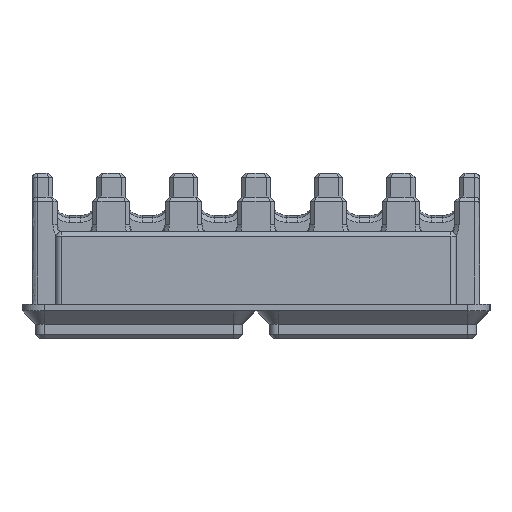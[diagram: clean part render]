
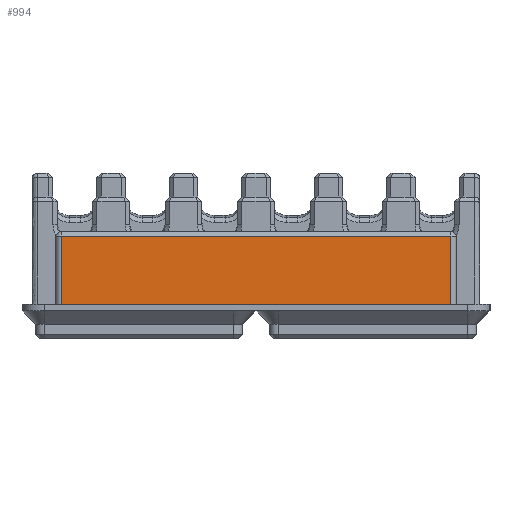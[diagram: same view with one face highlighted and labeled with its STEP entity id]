
A CAD part, front view. The second image highlights one B-rep face of the part: STEP entity #994.
In plain terms, the highlighted free-form (B-spline) face has degree [1, 1] with [2, 2] control points.
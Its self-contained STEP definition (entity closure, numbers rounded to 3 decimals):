
#669 = VERTEX_POINT('',#670);
#670 = CARTESIAN_POINT('',(459.258,13.122,
    30.657));
#678 = VERTEX_POINT('',#679);
#679 = CARTESIAN_POINT('',(459.258,13.122,
    11.034));
#685 = EDGE_CURVE('',#678,#669,#686,.T.);
#686 = B_SPLINE_CURVE_WITH_KNOTS('',1,(#687,#688),.UNSPECIFIED.,.F.,.F.,
  (2,2),(-5.45,11.),.PIECEWISE_BEZIER_KNOTS.);
#687 = CARTESIAN_POINT('',(459.258,13.122,
    11.034));
#688 = CARTESIAN_POINT('',(459.258,13.122,
    30.657));
#750 = VERTEX_POINT('',#751);
#751 = CARTESIAN_POINT('',(504.588,13.122,
    11.034));
#756 = EDGE_CURVE('',#750,#757,#759,.T.);
#757 = VERTEX_POINT('',#758);
#758 = CARTESIAN_POINT('',(501.009,13.122,
    14.613));
#759 = B_SPLINE_CURVE_WITH_KNOTS('',1,(#760,#761),.UNSPECIFIED.,.F.,.F.,
  (2,2),(-20.824,-16.582),.PIECEWISE_BEZIER_KNOTS.);
#760 = CARTESIAN_POINT('',(504.588,13.122,
    11.034));
#761 = CARTESIAN_POINT('',(501.009,13.122,
    14.613));
#791 = VERTEX_POINT('',#792);
#792 = CARTESIAN_POINT('',(497.43,13.122,
    11.034));
#797 = EDGE_CURVE('',#678,#791,#798,.T.);
#798 = B_SPLINE_CURVE_WITH_KNOTS('',1,(#799,#800),.UNSPECIFIED.,.F.,.F.,
  (2,2),(-14.5,17.5),.PIECEWISE_BEZIER_KNOTS.);
#799 = CARTESIAN_POINT('',(459.258,13.122,
    11.034));
#800 = CARTESIAN_POINT('',(497.43,13.122,
    11.034));
#814 = EDGE_CURVE('',#757,#791,#815,.T.);
#815 = B_SPLINE_CURVE_WITH_KNOTS('',1,(#816,#817),.UNSPECIFIED.,.F.,.F.,
  (2,2),(-18.279,-14.036),.PIECEWISE_BEZIER_KNOTS.);
#816 = CARTESIAN_POINT('',(501.009,13.122,
    14.613));
#817 = CARTESIAN_POINT('',(497.43,13.122,
    11.034));
#901 = EDGE_CURVE('',#669,#902,#904,.T.);
#902 = VERTEX_POINT('',#903);
#903 = CARTESIAN_POINT('',(542.76,13.122,30.657
    ));
#904 = B_SPLINE_CURVE_WITH_KNOTS('',1,(#905,#906),.UNSPECIFIED.,.F.,.F.,
  (2,2),(-16.5,53.5),.PIECEWISE_BEZIER_KNOTS.);
#905 = CARTESIAN_POINT('',(459.258,13.122,
    30.657));
#906 = CARTESIAN_POINT('',(542.76,13.122,30.657
    ));
#994 = ADVANCED_FACE('',(#995),#1014,.T.);
#995 = FACE_BOUND('',#996,.T.);
#996 = EDGE_LOOP('',(#997,#1004,#1009,#1010,#1011,#1012,#1013));
#997 = ORIENTED_EDGE('',*,*,#998,.T.);
#998 = EDGE_CURVE('',#750,#999,#1001,.T.);
#999 = VERTEX_POINT('',#1000);
#1000 = CARTESIAN_POINT('',(542.76,13.122,
    11.034));
#1001 = B_SPLINE_CURVE_WITH_KNOTS('',1,(#1002,#1003),.UNSPECIFIED.,.F.,
  .F.,(2,2),(21.5,53.5),.PIECEWISE_BEZIER_KNOTS.);
#1002 = CARTESIAN_POINT('',(504.588,13.122,
    11.034));
#1003 = CARTESIAN_POINT('',(542.76,13.122,
    11.034));
#1004 = ORIENTED_EDGE('',*,*,#1005,.F.);
#1005 = EDGE_CURVE('',#902,#999,#1006,.T.);
#1006 = B_SPLINE_CURVE_WITH_KNOTS('',1,(#1007,#1008),.UNSPECIFIED.,.F.,
  .F.,(2,2),(-11.,5.45),.PIECEWISE_BEZIER_KNOTS.);
#1007 = CARTESIAN_POINT('',(542.76,13.122,
    30.657));
#1008 = CARTESIAN_POINT('',(542.76,13.122,
    11.034));
#1009 = ORIENTED_EDGE('',*,*,#901,.F.);
#1010 = ORIENTED_EDGE('',*,*,#685,.F.);
#1011 = ORIENTED_EDGE('',*,*,#797,.T.);
#1012 = ORIENTED_EDGE('',*,*,#814,.F.);
#1013 = ORIENTED_EDGE('',*,*,#756,.F.);
#1014 = B_SPLINE_SURFACE_WITH_KNOTS('',1,1,(
    (#1015,#1016)
    ,(#1017,#1018
    )),.UNSPECIFIED.,.F.,.F.,.F.,(2,2),(2,2),(4.,
    74.),(-2.2,14.25),.PIECEWISE_BEZIER_KNOTS.);
#1015 = CARTESIAN_POINT('',(459.258,13.122,
    11.034));
#1016 = CARTESIAN_POINT('',(459.258,13.122,
    30.657));
#1017 = CARTESIAN_POINT('',(542.76,13.122,
    11.034));
#1018 = CARTESIAN_POINT('',(542.76,13.122,
    30.657));
